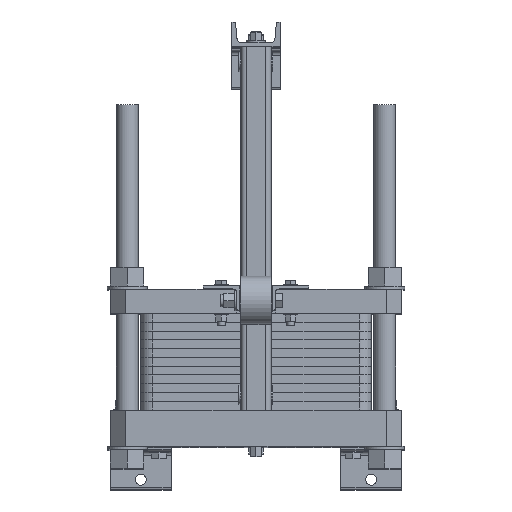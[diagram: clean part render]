
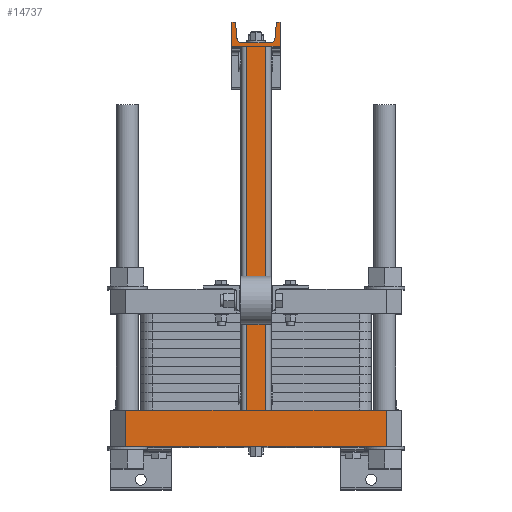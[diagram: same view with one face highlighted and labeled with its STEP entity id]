
A CAD part, top view. The second image highlights one B-rep face of the part: STEP entity #14737.
In plain terms, the highlighted planar face has unit normal (0, 0, 1).
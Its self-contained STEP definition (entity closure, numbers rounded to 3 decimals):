
#1760=FACE_OUTER_BOUND('',#2573,.T.);
#2573=EDGE_LOOP('',(#10914,#10915,#10916,#10917,#10918,#10919,#10920,#10921,
#10922,#10923,#10924,#10925,#10926,#10927,#10928,#10929,#10930,#10931,#10932,
#10933));
#3557=LINE('',#21612,#5139);
#3561=LINE('',#21619,#5143);
#3568=LINE('',#21643,#5150);
#3572=LINE('',#21655,#5154);
#3576=LINE('',#21667,#5158);
#3580=LINE('',#21687,#5162);
#3584=LINE('',#21699,#5166);
#3609=LINE('',#21765,#5191);
#3622=LINE('',#21797,#5204);
#3702=LINE('',#22114,#5284);
#3703=LINE('',#22134,#5285);
#3704=LINE('',#22136,#5286);
#3705=LINE('',#22138,#5287);
#3706=LINE('',#22140,#5288);
#3707=LINE('',#22142,#5289);
#3708=LINE('',#22143,#5290);
#5139=VECTOR('',#17017,10.);
#5143=VECTOR('',#17021,10.);
#5150=VECTOR('',#17038,10.);
#5154=VECTOR('',#17050,10.);
#5158=VECTOR('',#17062,10.);
#5162=VECTOR('',#17082,10.);
#5166=VECTOR('',#17094,10.);
#5191=VECTOR('',#17155,10.);
#5204=VECTOR('',#17192,10.);
#5284=VECTOR('',#17448,10.);
#5285=VECTOR('',#17453,1.);
#5286=VECTOR('',#17454,10.);
#5287=VECTOR('',#17455,10.);
#5288=VECTOR('',#17456,10.);
#5289=VECTOR('',#17457,10.);
#5290=VECTOR('',#17458,10.);
#6723=CIRCLE('',#15468,4.);
#6725=CIRCLE('',#15472,8.);
#6731=CIRCLE('',#15480,8.);
#6733=CIRCLE('',#15484,4.);
#7448=VERTEX_POINT('',#21596);
#7455=VERTEX_POINT('',#21609);
#7456=VERTEX_POINT('',#21611);
#7459=VERTEX_POINT('',#21617);
#7470=VERTEX_POINT('',#21640);
#7471=VERTEX_POINT('',#21642);
#7473=VERTEX_POINT('',#21648);
#7475=VERTEX_POINT('',#21654);
#7477=VERTEX_POINT('',#21660);
#7479=VERTEX_POINT('',#21666);
#7485=VERTEX_POINT('',#21680);
#7487=VERTEX_POINT('',#21686);
#7489=VERTEX_POINT('',#21692);
#7491=VERTEX_POINT('',#21698);
#7606=VERTEX_POINT('',#22113);
#7607=VERTEX_POINT('',#22133);
#7608=VERTEX_POINT('',#22135);
#7609=VERTEX_POINT('',#22137);
#7610=VERTEX_POINT('',#22139);
#7611=VERTEX_POINT('',#22141);
#8720=EDGE_CURVE('',#7456,#7455,#3557,.T.);
#8724=EDGE_CURVE('',#7448,#7459,#3561,.T.);
#8735=EDGE_CURVE('',#7471,#7470,#3568,.T.);
#8738=EDGE_CURVE('',#7473,#7471,#6723,.T.);
#8741=EDGE_CURVE('',#7475,#7473,#3572,.T.);
#8744=EDGE_CURVE('',#7477,#7475,#6725,.T.);
#8747=EDGE_CURVE('',#7479,#7477,#3576,.T.);
#8754=EDGE_CURVE('',#7485,#7479,#6731,.T.);
#8757=EDGE_CURVE('',#7487,#7485,#3580,.T.);
#8760=EDGE_CURVE('',#7489,#7487,#6733,.T.);
#8763=EDGE_CURVE('',#7491,#7489,#3584,.T.);
#8795=EDGE_CURVE('',#7470,#7456,#3609,.T.);
#8811=EDGE_CURVE('',#7459,#7491,#3622,.T.);
#8923=EDGE_CURVE('',#7606,#7448,#3702,.T.);
#8926=EDGE_CURVE('',#7455,#7607,#3703,.T.);
#8927=EDGE_CURVE('',#7607,#7608,#3704,.T.);
#8928=EDGE_CURVE('',#7608,#7609,#3705,.T.);
#8929=EDGE_CURVE('',#7610,#7609,#3706,.T.);
#8930=EDGE_CURVE('',#7611,#7610,#3707,.T.);
#8931=EDGE_CURVE('',#7611,#7606,#3708,.T.);
#10914=ORIENTED_EDGE('',*,*,#8926,.T.);
#10915=ORIENTED_EDGE('',*,*,#8927,.T.);
#10916=ORIENTED_EDGE('',*,*,#8928,.T.);
#10917=ORIENTED_EDGE('',*,*,#8929,.F.);
#10918=ORIENTED_EDGE('',*,*,#8930,.F.);
#10919=ORIENTED_EDGE('',*,*,#8931,.T.);
#10920=ORIENTED_EDGE('',*,*,#8923,.T.);
#10921=ORIENTED_EDGE('',*,*,#8724,.T.);
#10922=ORIENTED_EDGE('',*,*,#8811,.T.);
#10923=ORIENTED_EDGE('',*,*,#8763,.T.);
#10924=ORIENTED_EDGE('',*,*,#8760,.T.);
#10925=ORIENTED_EDGE('',*,*,#8757,.T.);
#10926=ORIENTED_EDGE('',*,*,#8754,.T.);
#10927=ORIENTED_EDGE('',*,*,#8747,.T.);
#10928=ORIENTED_EDGE('',*,*,#8744,.T.);
#10929=ORIENTED_EDGE('',*,*,#8741,.T.);
#10930=ORIENTED_EDGE('',*,*,#8738,.T.);
#10931=ORIENTED_EDGE('',*,*,#8735,.T.);
#10932=ORIENTED_EDGE('',*,*,#8795,.T.);
#10933=ORIENTED_EDGE('',*,*,#8720,.T.);
#14151=PLANE('',#15605);
#14737=ADVANCED_FACE('',(#1760),#14151,.T.);
#15468=AXIS2_PLACEMENT_3D('',#21649,#17044,#17045);
#15472=AXIS2_PLACEMENT_3D('',#21661,#17056,#17057);
#15480=AXIS2_PLACEMENT_3D('',#21681,#17076,#17077);
#15484=AXIS2_PLACEMENT_3D('',#21693,#17088,#17089);
#15605=AXIS2_PLACEMENT_3D('',#22132,#17451,#17452);
#17017=DIRECTION('',(1.,0.,0.));
#17021=DIRECTION('',(1.,0.,0.));
#17038=DIRECTION('',(-1.,0.,0.));
#17044=DIRECTION('center_axis',(0.,0.,1.));
#17045=DIRECTION('ref_axis',(0.996,0.091,0.));
#17050=DIRECTION('',(-0.091,0.996,0.));
#17056=DIRECTION('center_axis',(0.,0.,-1.));
#17057=DIRECTION('ref_axis',(0.996,0.091,0.));
#17062=DIRECTION('',(-1.,0.,0.));
#17076=DIRECTION('center_axis',(0.,0.,-1.));
#17077=DIRECTION('ref_axis',(0.,1.,0.));
#17082=DIRECTION('',(-0.091,-0.996,0.));
#17088=DIRECTION('center_axis',(0.,0.,1.));
#17089=DIRECTION('ref_axis',(0.,1.,0.));
#17094=DIRECTION('',(-1.,0.,0.));
#17155=DIRECTION('',(0.,-1.,0.));
#17192=DIRECTION('',(0.,1.,0.));
#17448=DIRECTION('',(0.,1.,0.));
#17451=DIRECTION('center_axis',(0.,0.,
1.));
#17452=DIRECTION('ref_axis',(-1.,0.,0.));
#17453=DIRECTION('',(0.,-1.,0.));
#17454=DIRECTION('',(-1.,0.,0.));
#17455=DIRECTION('',(0.,-1.,0.));
#17456=DIRECTION('',(-1.,0.,0.));
#17457=DIRECTION('',(0.,-1.,0.));
#17458=DIRECTION('',(-1.,0.,0.));
#21596=CARTESIAN_POINT('',(16.2,600.,1111.));
#21609=CARTESIAN_POINT('',(-16.2,600.,1111.));
#21611=CARTESIAN_POINT('',(-40.,600.,1111.));
#21612=CARTESIAN_POINT('',(-40.,600.,1111.));
#21617=CARTESIAN_POINT('',(40.,600.,1111.));
#21619=CARTESIAN_POINT('',(-40.,600.,1111.));
#21640=CARTESIAN_POINT('',(-40.,640.,1111.));
#21642=CARTESIAN_POINT('',(-37.45,640.,1111.));
#21643=CARTESIAN_POINT('',(-37.45,640.,1111.));
#21648=CARTESIAN_POINT('',(-33.466,636.366,1111.));
#21649=CARTESIAN_POINT('Origin',(-37.45,636.,1111.));
#21654=CARTESIAN_POINT('',(-31.347,613.269,1111.));
#21655=CARTESIAN_POINT('',(-31.347,613.269,1111.));
#21660=CARTESIAN_POINT('',(-23.381,606.,1111.));
#21661=CARTESIAN_POINT('Origin',(-23.381,614.,1111.));
#21666=CARTESIAN_POINT('',(23.381,606.,1111.));
#21667=CARTESIAN_POINT('',(23.381,606.,1111.));
#21680=CARTESIAN_POINT('',(31.347,613.269,1111.));
#21681=CARTESIAN_POINT('Origin',(23.381,614.,1111.));
#21686=CARTESIAN_POINT('',(33.466,636.366,1111.));
#21687=CARTESIAN_POINT('',(33.466,636.366,1111.));
#21692=CARTESIAN_POINT('',(37.45,640.,1111.));
#21693=CARTESIAN_POINT('Origin',(37.45,636.,1111.));
#21698=CARTESIAN_POINT('',(40.,640.,1111.));
#21699=CARTESIAN_POINT('',(40.,640.,1111.));
#21765=CARTESIAN_POINT('',(-40.,640.,1111.));
#21797=CARTESIAN_POINT('',(40.,600.,1111.));
#22113=CARTESIAN_POINT('',(16.2,0.,1111.));
#22114=CARTESIAN_POINT('',(16.2,0.,1111.));
#22132=CARTESIAN_POINT('Origin',(215.,0.,
1111.));
#22133=CARTESIAN_POINT('',(-16.2,0.,1111.));
#22134=CARTESIAN_POINT('',(-16.2,766.,1111.));
#22135=CARTESIAN_POINT('',(-215.,0.,1111.));
#22136=CARTESIAN_POINT('',(215.,0.,1111.));
#22137=CARTESIAN_POINT('',(-215.,-60.,1111.));
#22138=CARTESIAN_POINT('',(-215.,0.,1111.));
#22139=CARTESIAN_POINT('',(215.,-60.,1111.));
#22140=CARTESIAN_POINT('',(215.,-60.,1111.));
#22141=CARTESIAN_POINT('',(215.,0.,1111.));
#22142=CARTESIAN_POINT('',(215.,0.,1111.));
#22143=CARTESIAN_POINT('',(215.,0.,1111.));
